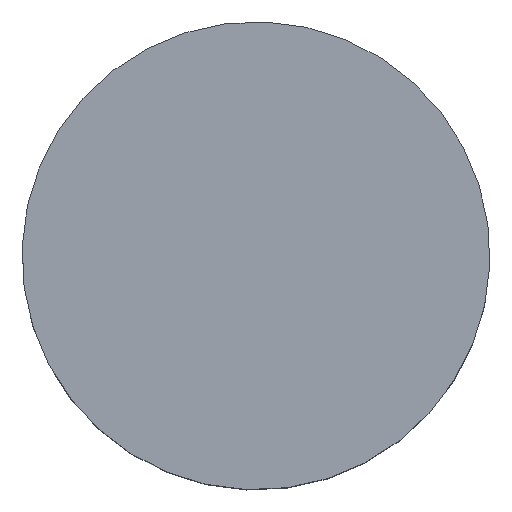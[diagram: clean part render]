
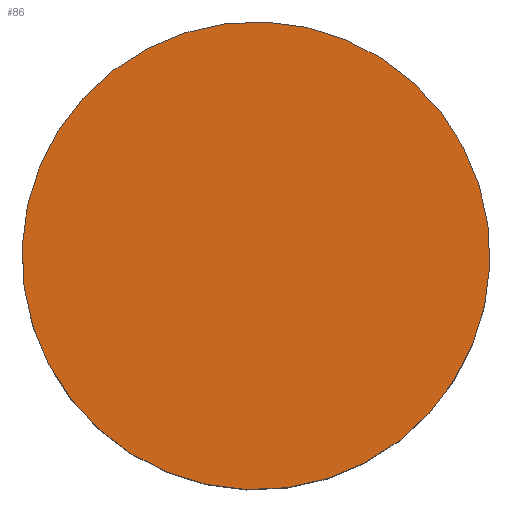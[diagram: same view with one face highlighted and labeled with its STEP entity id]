
A CAD part, top view. The second image highlights one B-rep face of the part: STEP entity #86.
In plain terms, the highlighted planar face has unit normal (0, 0, 1).
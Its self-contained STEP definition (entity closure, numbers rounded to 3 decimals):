
#86 = ADVANCED_FACE( '', ( #110 ), #111, .F. );
#110 = FACE_OUTER_BOUND( '', #134, .T. );
#111 = PLANE( '', #135 );
#134 = EDGE_LOOP( '', ( #211, #212 ) );
#135 = AXIS2_PLACEMENT_3D( '', #213, #214, #215 );
#211 = ORIENTED_EDGE( '', *, *, #237, .F. );
#212 = ORIENTED_EDGE( '', *, *, #219, .F. );
#213 = CARTESIAN_POINT( '', ( -44.422, 97.522, 24. ) );
#214 = DIRECTION( '', ( 0., 0., -1. ) );
#215 = DIRECTION( '', ( 0., -1., 0. ) );
#219 = EDGE_CURVE( '', #243, #238, #245, .T. );
#237 = EDGE_CURVE( '', #238, #243, #271, .T. );
#238 = VERTEX_POINT( '', #272 );
#243 = VERTEX_POINT( '', #278 );
#245 = CIRCLE( '', #281, 24.77 );
#271 = CIRCLE( '', #311, 24.77 );
#272 = CARTESIAN_POINT( '', ( -35.017, 120.437, 24. ) );
#278 = CARTESIAN_POINT( '', ( -53.827, 74.607, 24. ) );
#281 = AXIS2_PLACEMENT_3D( '', #317, #318, #319 );
#311 = AXIS2_PLACEMENT_3D( '', #363, #364, #365 );
#317 = CARTESIAN_POINT( '', ( -44.422, 97.522, 24. ) );
#318 = DIRECTION( '', ( 0., 0., -1. ) );
#319 = DIRECTION( '', ( 1., 0., 0. ) );
#363 = CARTESIAN_POINT( '', ( -44.422, 97.522, 24. ) );
#364 = DIRECTION( '', ( 0., 0., -1. ) );
#365 = DIRECTION( '', ( 1., 0., 0. ) );
